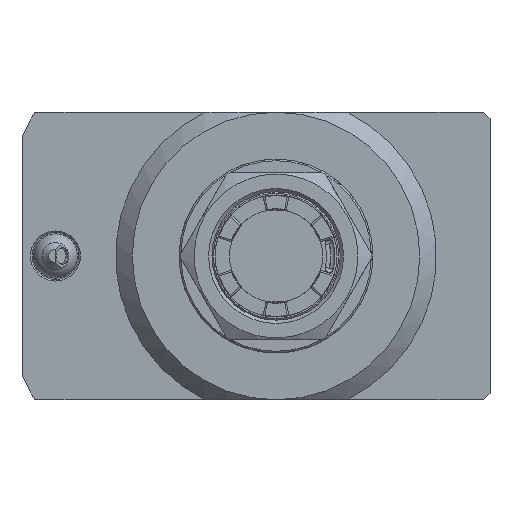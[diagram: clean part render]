
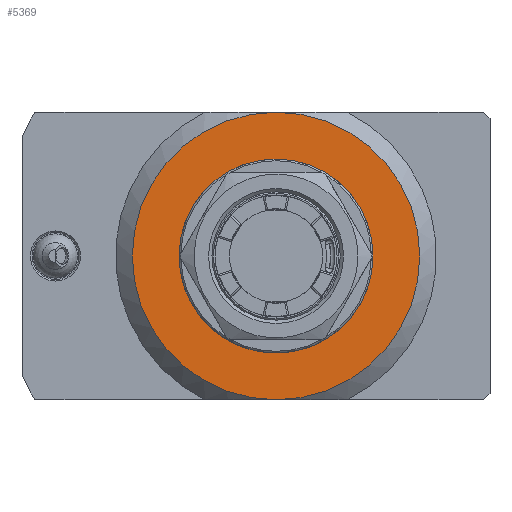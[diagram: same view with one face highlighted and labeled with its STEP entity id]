
A CAD part, left-side view. The second image highlights one B-rep face of the part: STEP entity #5369.
In plain terms, the highlighted planar face has unit normal (-1, 0, 0).
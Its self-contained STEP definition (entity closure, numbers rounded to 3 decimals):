
#1089=PLANE('',#5778);
#1437=ORIENTED_EDGE('',*,*,#2905,.T.);
#1438=ORIENTED_EDGE('',*,*,#2875,.T.);
#1439=ORIENTED_EDGE('',*,*,#2906,.T.);
#2875=EDGE_CURVE('',#3643,#3642,#4160,.F.);
#2905=EDGE_CURVE('',#3642,#3643,#4173,.F.);
#2906=EDGE_CURVE('',#3662,#3662,#4174,.T.);
#3642=VERTEX_POINT('',#8138);
#3643=VERTEX_POINT('',#8140);
#3662=VERTEX_POINT('',#8220);
#4160=CIRCLE('',#5749,43.);
#4173=CIRCLE('',#5777,43.);
#4174=CIRCLE('',#5779,25.);
#4431=EDGE_LOOP('',(#1437,#1438));
#4432=EDGE_LOOP('',(#1439));
#4862=FACE_BOUND('',#4431,.T.);
#4863=FACE_BOUND('',#4432,.T.);
#5369=ADVANCED_FACE('',(#4862,#4863),#1089,.F.);
#5749=AXIS2_PLACEMENT_3D('',#8139,#6409,#6410);
#5777=AXIS2_PLACEMENT_3D('',#8217,#6479,#6480);
#5778=AXIS2_PLACEMENT_3D('',#8218,#6481,#6482);
#5779=AXIS2_PLACEMENT_3D('',#8219,#6483,#6484);
#6409=DIRECTION('',(1.,0.,0.));
#6410=DIRECTION('',(0.,1.,0.));
#6479=DIRECTION('',(1.,0.,0.));
#6480=DIRECTION('',(0.,1.,0.));
#6481=DIRECTION('',(1.,0.,0.));
#6482=DIRECTION('',(0.,1.,0.));
#6483=DIRECTION('',(1.,0.,0.));
#6484=DIRECTION('',(0.,1.,0.));
#8138=CARTESIAN_POINT('',(-38.,0.,-43.));
#8139=CARTESIAN_POINT('',(-38.,0.,0.));
#8140=CARTESIAN_POINT('',(-38.,0.,43.));
#8217=CARTESIAN_POINT('',(-38.,0.,0.));
#8218=CARTESIAN_POINT('',(-38.,-64.,-43.));
#8219=CARTESIAN_POINT('',(-38.,0.,0.));
#8220=CARTESIAN_POINT('',(-38.,25.,0.));
